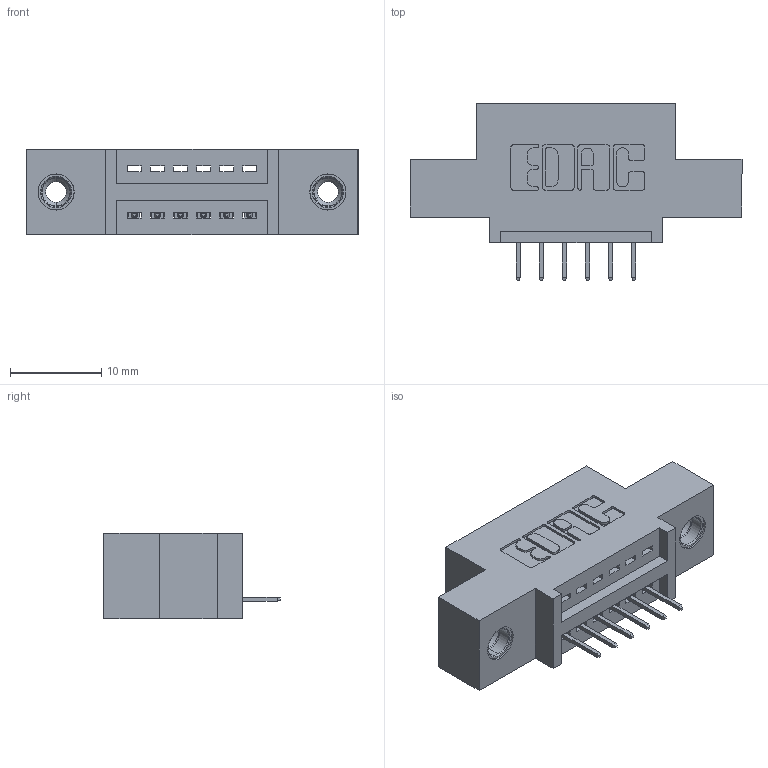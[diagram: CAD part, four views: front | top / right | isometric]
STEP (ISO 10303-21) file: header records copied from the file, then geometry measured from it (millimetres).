
FILE_DESCRIPTION (( 'STEP AP203' ), '1' );
FILE_NAME ('345-006-524-408.STEP', '2019-10-03T15:38:37', ( '' ), ( '' ), 'SwSTEP 2.0', 'SolidWorks 2016', '' );
FILE_SCHEMA (( 'CONFIG_CONTROL_DESIGN' ));
Length unit declared in the file: inch
Products named in the file (4): 345-250-001_345-250-003-102; 345-006-524-408; 345 Part_0.110 Offset - 0.156 Dia-TI; 345-292-001_345-293-124
Assembly tree (9 placements, depth 2):
  345-006-524-408
    345 Part_0.110 Offset - 0.156 Dia-TI
    345-292-001_345-293-124  x6
    345-250-001_345-250-003-102  x2
Bounding box: 36.45 x 19.35 x 9.4 mm (x, y, z)
Volume: 3063.5 mm3; surface area: 3607.1 mm2
Topology: 9 solids, 9 shells, 562 faces, 1569 edges, 1014 vertices
Faces by surface type: plane 392, cylinder 154, cone 12, torus 4
Entity records: 10754 total; most frequent: CARTESIAN_POINT 1845, ORIENTED_EDGE 1778, DIRECTION 1691, EDGE_CURVE 889, LINE 717, VECTOR 717, VERTEX_POINT 584, AXIS2_PLACEMENT_3D 487
